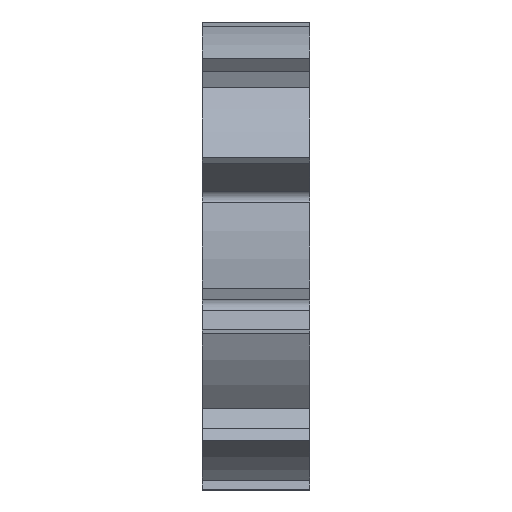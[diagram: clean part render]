
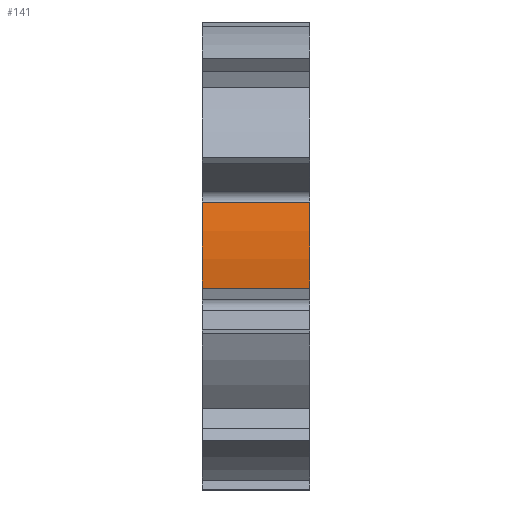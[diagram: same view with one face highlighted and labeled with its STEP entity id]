
A CAD part, left-side view. The second image highlights one B-rep face of the part: STEP entity #141.
In plain terms, the highlighted cylindrical face has radius 27.5 mm (diameter 55 mm), a partial arc.
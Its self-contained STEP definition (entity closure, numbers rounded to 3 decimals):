
#141=ADVANCED_FACE('',(#1391),#1393,.T.);
#1391=FACE_BOUND('',#1392,.T.);
#1392=EDGE_LOOP('',(#2352,#2353,#2354,#2355));
#1393=CYLINDRICAL_SURFACE('',#1394,27.5);
#1394=AXIS2_PLACEMENT_3D('',#1395,#1396,#1397);
#1395=CARTESIAN_POINT('',(0.,0.,0.));
#1396=DIRECTION('',(0.,1.,0.));
#1397=DIRECTION('',(-1.,0.,0.));
#2352=ORIENTED_EDGE('',*,*,#3186,.T.);
#2353=ORIENTED_EDGE('',*,*,#3187,.F.);
#2354=ORIENTED_EDGE('',*,*,#3188,.T.);
#2355=ORIENTED_EDGE('',*,*,#3189,.T.);
#3186=EDGE_CURVE('',#3643,#3644,#3645,.T.);
#3187=EDGE_CURVE('',#3646,#3644,#3647,.T.);
#3188=EDGE_CURVE('',#3646,#3648,#3649,.F.);
#3189=EDGE_CURVE('',#3648,#3643,#3650,.T.);
#3643=VERTEX_POINT('',#4438);
#3644=VERTEX_POINT('',#4439);
#3645=LINE('',#4440,#4441);
#3646=VERTEX_POINT('',#4443);
#3647=CIRCLE('',#4444,27.5);
#3648=VERTEX_POINT('',#4448);
#3649=LINE('',#4449,#4450);
#3650=CIRCLE('',#4452,27.5);
#4438=CARTESIAN_POINT('',(-26.757,0.,6.351));
#4439=CARTESIAN_POINT('',(-26.757,12.65,6.351));
#4440=CARTESIAN_POINT('',(-26.757,0.,6.351));
#4441=VECTOR('',#4442,1.);
#4442=DIRECTION('',(0.,1.,0.));
#4443=CARTESIAN_POINT('',(-27.239,12.65,-3.778));
#4444=AXIS2_PLACEMENT_3D('',#4445,#4446,#4447);
#4445=CARTESIAN_POINT('',(0.,12.65,0.));
#4446=DIRECTION('',(0.,1.,0.));
#4447=DIRECTION('',(-0.991,0.,-0.137));
#4448=CARTESIAN_POINT('',(-27.239,0.,-3.778));
#4449=CARTESIAN_POINT('',(-27.239,0.,-3.778));
#4450=VECTOR('',#4451,1.);
#4451=DIRECTION('',(0.,1.,0.));
#4452=AXIS2_PLACEMENT_3D('',#4453,#4454,#4455);
#4453=CARTESIAN_POINT('',(0.,0.,0.));
#4454=DIRECTION('',(0.,1.,0.));
#4455=DIRECTION('',(-0.991,0.,-0.137));
